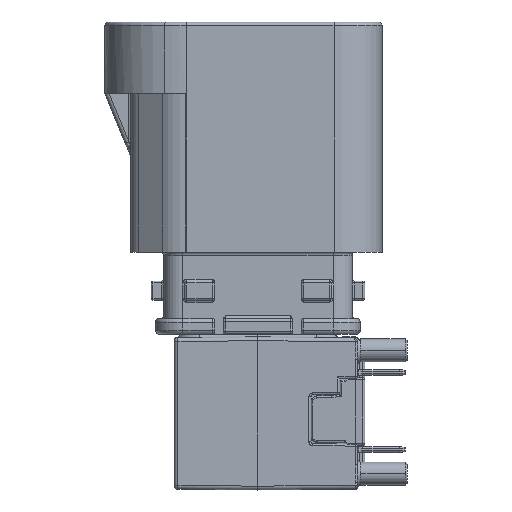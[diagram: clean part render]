
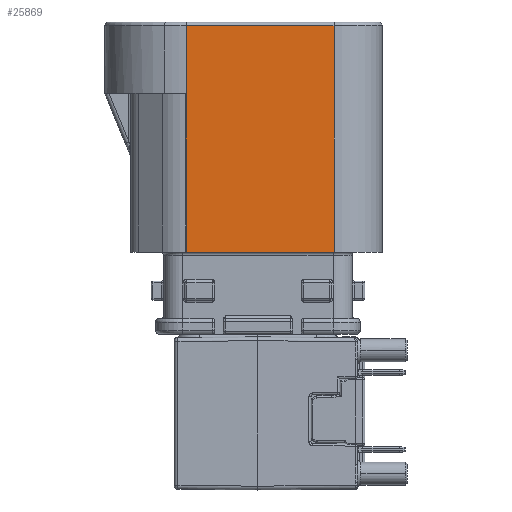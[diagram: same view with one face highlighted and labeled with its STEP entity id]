
A CAD part, left-side view. The second image highlights one B-rep face of the part: STEP entity #25869.
In plain terms, the highlighted planar face has unit normal (-1, 0, 0).
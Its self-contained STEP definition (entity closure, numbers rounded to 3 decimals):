
#2742 = ORIENTED_EDGE ( 'NONE', *, *, #30627, .F. ) ;
#2847 = CARTESIAN_POINT ( 'NONE',  ( -6., -3.95, 16.15 ) ) ;
#4566 = VECTOR ( 'NONE', #32936, 1000. ) ;
#9724 = LINE ( 'NONE', #55816, #51549 ) ;
#10471 = EDGE_LOOP ( 'NONE', ( #24298, #55159, #33443, #2742 ) ) ;
#10498 = VERTEX_POINT ( 'NONE', #49455 ) ;
#11225 = DIRECTION ( 'NONE',  ( 0., 0., -1. ) ) ;
#11765 = CARTESIAN_POINT ( 'NONE',  ( -6., -6.45, 4.4 ) ) ;
#13153 = FACE_OUTER_BOUND ( 'NONE', #10471, .T. ) ;
#15225 = CARTESIAN_POINT ( 'NONE',  ( -6., -3.95, 4.4 ) ) ;
#16319 = VERTEX_POINT ( 'NONE', #53359 ) ;
#16452 = VECTOR ( 'NONE', #53950, 1000. ) ;
#17487 = LINE ( 'NONE', #23111, #4566 ) ;
#19030 = LINE ( 'NONE', #61086, #49531 ) ;
#23111 = CARTESIAN_POINT ( 'NONE',  ( -6., -6.45, 4.4 ) ) ;
#24042 = LINE ( 'NONE', #15225, #16452 ) ;
#24298 = ORIENTED_EDGE ( 'NONE', *, *, #60289, .T. ) ;
#25869 = ADVANCED_FACE ( 'NONE', ( #13153 ), #30067, .F. ) ;
#27096 = DIRECTION ( 'NONE',  ( 0., 1., 0. ) ) ;
#30067 = PLANE ( 'NONE',  #54449 ) ;
#30627 = EDGE_CURVE ( 'NONE', #45262, #16319, #17487, .T. ) ;
#32936 = DIRECTION ( 'NONE',  ( 0., 1., 0. ) ) ;
#33443 = ORIENTED_EDGE ( 'NONE', *, *, #47702, .T. ) ;
#36019 = DIRECTION ( 'NONE',  ( 1., 0., 0. ) ) ;
#41272 = EDGE_CURVE ( 'NONE', #46294, #10498, #19030, .T. ) ;
#45262 = VERTEX_POINT ( 'NONE', #48381 ) ;
#45847 = DIRECTION ( 'NONE',  ( 0., 0., -1. ) ) ;
#46294 = VERTEX_POINT ( 'NONE', #2847 ) ;
#47702 = EDGE_CURVE ( 'NONE', #10498, #16319, #9724, .T. ) ;
#48381 = CARTESIAN_POINT ( 'NONE',  ( -6., -3.95, 4.4 ) ) ;
#49455 = CARTESIAN_POINT ( 'NONE',  ( -6., 3.728, 16.15 ) ) ;
#49531 = VECTOR ( 'NONE', #27096, 1000. ) ;
#51549 = VECTOR ( 'NONE', #11225, 1000. ) ;
#53359 = CARTESIAN_POINT ( 'NONE',  ( -6., 3.728, 4.4 ) ) ;
#53950 = DIRECTION ( 'NONE',  ( 0., 0., 1. ) ) ;
#54449 = AXIS2_PLACEMENT_3D ( 'NONE', #11765, #36019, #45847 ) ;
#55159 = ORIENTED_EDGE ( 'NONE', *, *, #41272, .T. ) ;
#55816 = CARTESIAN_POINT ( 'NONE',  ( -6., 3.728, 12.65 ) ) ;
#60289 = EDGE_CURVE ( 'NONE', #45262, #46294, #24042, .T. ) ;
#61086 = CARTESIAN_POINT ( 'NONE',  ( -6., -6.45, 16.15 ) ) ;
